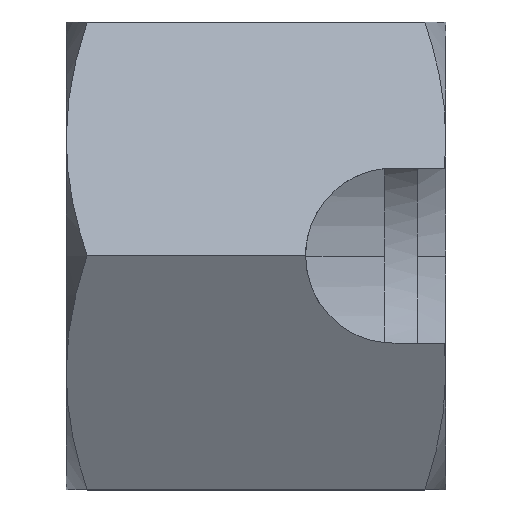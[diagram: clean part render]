
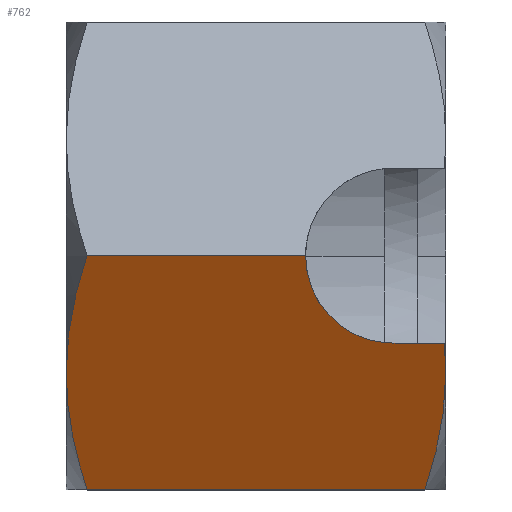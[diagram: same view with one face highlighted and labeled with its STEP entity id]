
A CAD part, top view. The second image highlights one B-rep face of the part: STEP entity #762.
In plain terms, the highlighted planar face has unit normal (0, -0.5, 0.866).
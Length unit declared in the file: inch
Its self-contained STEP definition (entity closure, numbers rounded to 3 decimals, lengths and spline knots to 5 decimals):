
#5 = DIRECTION ( 'NONE',  ( 0., 0.5, -0.866 ) ) ;
#25 = ORIENTED_EDGE ( 'NONE', *, *, #899, .F. ) ;
#42 = CARTESIAN_POINT ( 'NONE',  ( 0.18067, -0.25, 0.14434 ) ) ;
#45 = FACE_OUTER_BOUND ( 'NONE', #177, .T. ) ;
#57 = CARTESIAN_POINT ( 'NONE',  ( -0.18747, -0.0204, 0.2769 ) ) ;
#66 = CARTESIAN_POINT ( 'NONE',  ( 0.203, -0.25, 0.14434 ) ) ;
#78 = DIRECTION ( 'NONE',  ( -1., 0., 0. ) ) ;
#98 = PLANE ( 'NONE',  #444 ) ;
#113 = CARTESIAN_POINT ( 'NONE',  ( -0.20087, -0.16733, 0.19207 ) ) ;
#121 = VERTEX_POINT ( 'NONE', #733 ) ;
#138 = VERTEX_POINT ( 'NONE', #143 ) ;
#143 = CARTESIAN_POINT ( 'NONE',  ( 0.053, 0., 0.28868 ) ) ;
#148 = VERTEX_POINT ( 'NONE', #1105 ) ;
#160 = CARTESIAN_POINT ( 'NONE',  ( 0.053, 0., 0.28868 ) ) ;
#174 = ORIENTED_EDGE ( 'NONE', *, *, #708, .F. ) ;
#177 = EDGE_LOOP ( 'NONE', ( #211, #296, #385, #845, #1131, #25, #174, #952 ) ) ;
#190 = CARTESIAN_POINT ( 'NONE',  ( 0.203, 0., 0.28868 ) ) ;
#211 = ORIENTED_EDGE ( 'NONE', *, *, #559, .F. ) ;
#232 = VERTEX_POINT ( 'NONE', #1072 ) ;
#271 = B_SPLINE_CURVE_WITH_KNOTS ( 'NONE', 3,
 ( #274, #646, #542, #370 ),
 .UNSPECIFIED., .F., .F.,
 ( 4, 4 ),
 ( 0.00279, 0.00371 ),
 .UNSPECIFIED. ) ;
#274 = CARTESIAN_POINT ( 'NONE',  ( 0.20148, -0.0935, 0.23469 ) ) ;
#278 = CARTESIAN_POINT ( 'NONE',  ( 0.203, 0., 0.28868 ) ) ;
#296 = ORIENTED_EDGE ( 'NONE', *, *, #773, .T. ) ;
#338 = CARTESIAN_POINT ( 'NONE',  ( 0.20043, -0.16734, 0.19206 ) ) ;
#362 = VERTEX_POINT ( 'NONE', #1121 ) ;
#370 = CARTESIAN_POINT ( 'NONE',  ( 0.203, -0.125, 0.21651 ) ) ;
#377 = EDGE_CURVE ( 'NONE', #1146, #232, #929, .T. ) ;
#385 = ORIENTED_EDGE ( 'NONE', *, *, #581, .F. ) ;
#411 = CARTESIAN_POINT ( 'NONE',  ( 0.19308, -0.20904, 0.16799 ) ) ;
#444 = AXIS2_PLACEMENT_3D ( 'NONE', #278, #5, #836 ) ;
#502 = CARTESIAN_POINT ( 'NONE',  ( 0.20247, -0.14626, 0.20423 ) ) ;
#506 = CARTESIAN_POINT ( 'NONE',  ( 0.18747, -0.2296, 0.15611 ) ) ;
#516 = CARTESIAN_POINT ( 'NONE',  ( -0.20247, -0.10374, 0.22878 ) ) ;
#542 = CARTESIAN_POINT ( 'NONE',  ( 0.203, -0.11444, 0.2226 ) ) ;
#544 = CARTESIAN_POINT ( 'NONE',  ( -0.18067, -0.25, 0.14434 ) ) ;
#559 = EDGE_CURVE ( 'NONE', #138, #148, #1143, .T. ) ;
#572 = CARTESIAN_POINT ( 'NONE',  ( -0.1931, -0.20895, 0.16804 ) ) ;
#581 = EDGE_CURVE ( 'NONE', #232, #916, #1179, .T. ) ;
#588 = CARTESIAN_POINT ( 'NONE',  ( 0.19892, -0.17781, 0.18601 ) ) ;
#600 = CARTESIAN_POINT ( 'NONE',  ( -0.20043, -0.08266, 0.24095 ) ) ;
#603 = VECTOR ( 'NONE', #932, 39.37008 ) ;
#606 = LINE ( 'NONE', #66, #1011 ) ;
#625 = VECTOR ( 'NONE', #78, 39.37008 ) ;
#646 = CARTESIAN_POINT ( 'NONE',  ( 0.20248, -0.10394, 0.22867 ) ) ;
#664 = EDGE_CURVE ( 'NONE', #362, #1146, #606, .T. ) ;
#694 = CARTESIAN_POINT ( 'NONE',  ( 0.1465, -0.0935, 0.23469 ) ) ;
#708 = EDGE_CURVE ( 'NONE', #121, #781, #271, .T. ) ;
#712 = CARTESIAN_POINT ( 'NONE',  ( -0.19308, -0.04096, 0.26502 ) ) ;
#717 = DIRECTION ( 'NONE',  ( -1., 0., 0. ) ) ;
#733 = CARTESIAN_POINT ( 'NONE',  ( 0.20148, -0.0935, 0.23469 ) ) ;
#739 = CARTESIAN_POINT ( 'NONE',  ( 0.203, -0.0935, 0.23469 ) ) ;
#756 = CARTESIAN_POINT ( 'NONE',  ( -0.203, -0.1463, 0.20421 ) ) ;
#762 = ADVANCED_FACE ( 'NONE', ( #45 ), #98, .F. ) ;
#773 = EDGE_CURVE ( 'NONE', #138, #916, #1031, .T. ) ;
#781 = VERTEX_POINT ( 'NONE', #846 ) ;
#782 = CARTESIAN_POINT ( 'NONE',  ( 0.203, -0.125, 0.21651 ) ) ;
#798 = CARTESIAN_POINT ( 'NONE',  ( -0.203, -0.125, 0.21651 ) ) ;
#804 = CARTESIAN_POINT ( 'NONE',  ( -0.203, -0.11439, 0.22263 ) ) ;
#824 = B_SPLINE_CURVE_WITH_KNOTS ( 'NONE', 3,
 ( #782, #895, #502, #338, #588, #411, #506, #42 ),
 .UNSPECIFIED., .F., .F.,
 ( 4, 2, 2, 4 ),
 ( 0.00371, 0.00463, 0.00556, 0.00741 ),
 .UNSPECIFIED. ) ;
#836 = DIRECTION ( 'NONE',  ( 0., 0.866, 0.5 ) ) ;
#845 = ORIENTED_EDGE ( 'NONE', *, *, #377, .F. ) ;
#846 = CARTESIAN_POINT ( 'NONE',  ( 0.203, -0.125, 0.21651 ) ) ;
#851 = CARTESIAN_POINT ( 'NONE',  ( -0.18067, -0.25, 0.14434 ) ) ;
#858 = LINE ( 'NONE', #739, #603 ) ;
#877 = CARTESIAN_POINT ( 'NONE',  ( 0.053, -0.05477, 0.25705 ) ) ;
#887 = CARTESIAN_POINT ( 'NONE',  ( -0.18067, 0., 0.28868 ) ) ;
#894 = CARTESIAN_POINT ( 'NONE',  ( -0.19892, -0.07219, 0.247 ) ) ;
#895 = CARTESIAN_POINT ( 'NONE',  ( 0.203, -0.13561, 0.21038 ) ) ;
#899 = EDGE_CURVE ( 'NONE', #781, #362, #824, .T. ) ;
#916 = VERTEX_POINT ( 'NONE', #983 ) ;
#929 = B_SPLINE_CURVE_WITH_KNOTS ( 'NONE', 3,
 ( #851, #1134, #572, #113, #756, #951 ),
 .UNSPECIFIED., .F., .F.,
 ( 4, 2, 4 ),
 ( 0., 0.00186, 0.00371 ),
 .UNSPECIFIED. ) ;
#932 = DIRECTION ( 'NONE',  ( 1., 0., 0. ) ) ;
#951 = CARTESIAN_POINT ( 'NONE',  ( -0.203, -0.125, 0.21651 ) ) ;
#952 = ORIENTED_EDGE ( 'NONE', *, *, #1098, .F. ) ;
#983 = CARTESIAN_POINT ( 'NONE',  ( -0.18067, 0., 0.28868 ) ) ;
#1011 = VECTOR ( 'NONE', #717, 39.37008 ) ;
#1031 = LINE ( 'NONE', #190, #625 ) ;
#1072 = CARTESIAN_POINT ( 'NONE',  ( -0.203, -0.125, 0.21651 ) ) ;
#1098 = EDGE_CURVE ( 'NONE', #148, #121, #858, .T. ) ;
#1105 = CARTESIAN_POINT ( 'NONE',  ( 0.1465, -0.0935, 0.23469 ) ) ;
#1121 = CARTESIAN_POINT ( 'NONE',  ( 0.18067, -0.25, 0.14434 ) ) ;
#1131 = ORIENTED_EDGE ( 'NONE', *, *, #664, .F. ) ;
#1134 = CARTESIAN_POINT ( 'NONE',  ( -0.18749, -0.22955, 0.15614 ) ) ;
#1143 =( BOUNDED_CURVE ( )  B_SPLINE_CURVE ( 3, ( #160, #877, #1163, #694 ),
 .UNSPECIFIED., .F., .F. ) 
 B_SPLINE_CURVE_WITH_KNOTS ( ( 4, 4 ),
 ( 4.71239, 6.28319 ),
 .UNSPECIFIED. ) 
 CURVE ( )  GEOMETRIC_REPRESENTATION_ITEM ( )  RATIONAL_B_SPLINE_CURVE ( ( 1., 0.805, 0.805, 1. ) ) 
 REPRESENTATION_ITEM ( '' )  );
#1146 = VERTEX_POINT ( 'NONE', #544 ) ;
#1163 = CARTESIAN_POINT ( 'NONE',  ( 0.09173, -0.0935, 0.23469 ) ) ;
#1179 = B_SPLINE_CURVE_WITH_KNOTS ( 'NONE', 3,
 ( #798, #804, #516, #600, #894, #712, #57, #887 ),
 .UNSPECIFIED., .F., .F.,
 ( 4, 2, 2, 4 ),
 ( 0.00371, 0.00463, 0.00556, 0.00741 ),
 .UNSPECIFIED. ) ;
